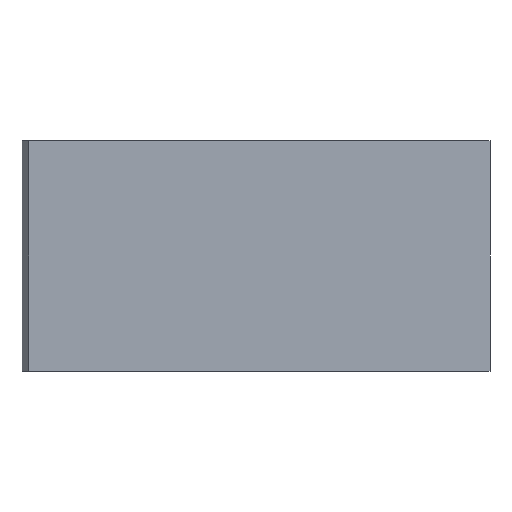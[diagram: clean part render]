
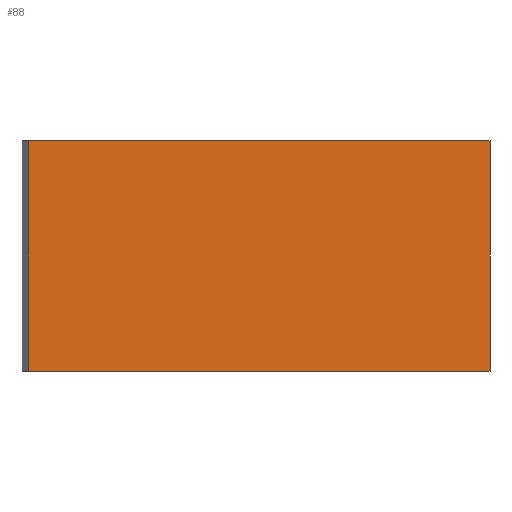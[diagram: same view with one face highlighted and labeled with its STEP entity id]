
A CAD part, left-side view. The second image highlights one B-rep face of the part: STEP entity #88.
In plain terms, the highlighted planar face has unit normal (-1, 0, 0).
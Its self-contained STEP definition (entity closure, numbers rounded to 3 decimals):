
#1 = ORIENTED_EDGE ( 'NONE', *, *, #11, .F. ) ;
#7 = LINE ( 'NONE', #70, #10 ) ;
#9 = LINE ( 'NONE', #130, #138 ) ;
#10 = VECTOR ( 'NONE', #152, 1000. ) ;
#11 = EDGE_CURVE ( 'NONE', #79, #140, #210, .T. ) ;
#17 = ORIENTED_EDGE ( 'NONE', *, *, #159, .T. ) ;
#20 = VERTEX_POINT ( 'NONE', #63 ) ;
#21 = DIRECTION ( 'NONE',  ( 0., -1., 0. ) ) ;
#46 = CARTESIAN_POINT ( 'NONE',  ( 0., 0., 10. ) ) ;
#52 = VECTOR ( 'NONE', #21, 1000. ) ;
#54 = CARTESIAN_POINT ( 'NONE',  ( 0., -20., 10. ) ) ;
#55 = DIRECTION ( 'NONE',  ( 1., 0., 0. ) ) ;
#59 = EDGE_CURVE ( 'NONE', #140, #20, #9, .T. ) ;
#63 = CARTESIAN_POINT ( 'NONE',  ( 0., -20., 0. ) ) ;
#70 = CARTESIAN_POINT ( 'NONE',  ( 0., 0., 10. ) ) ;
#75 = DIRECTION ( 'NONE',  ( 0., 0., -1. ) ) ;
#76 = EDGE_CURVE ( 'NONE', #139, #20, #105, .T. ) ;
#79 = VERTEX_POINT ( 'NONE', #227 ) ;
#81 = ORIENTED_EDGE ( 'NONE', *, *, #59, .F. ) ;
#88 = ADVANCED_FACE ( 'NONE', ( #135 ), #90, .F. ) ;
#90 = PLANE ( 'NONE',  #162 ) ;
#94 = EDGE_LOOP ( 'NONE', ( #176, #81, #1, #17 ) ) ;
#105 = LINE ( 'NONE', #230, #172 ) ;
#128 = DIRECTION ( 'NONE',  ( 0., -1., 0. ) ) ;
#130 = CARTESIAN_POINT ( 'NONE',  ( 0., -20., 10. ) ) ;
#135 = FACE_OUTER_BOUND ( 'NONE', #94, .T. ) ;
#138 = VECTOR ( 'NONE', #75, 1000. ) ;
#139 = VERTEX_POINT ( 'NONE', #168 ) ;
#140 = VERTEX_POINT ( 'NONE', #54 ) ;
#152 = DIRECTION ( 'NONE',  ( 0., 0., -1. ) ) ;
#159 = EDGE_CURVE ( 'NONE', #79, #139, #7, .T. ) ;
#162 = AXIS2_PLACEMENT_3D ( 'NONE', #46, #55, #189 ) ;
#168 = CARTESIAN_POINT ( 'NONE',  ( 0., 0., 0. ) ) ;
#172 = VECTOR ( 'NONE', #128, 1000. ) ;
#176 = ORIENTED_EDGE ( 'NONE', *, *, #76, .T. ) ;
#187 = CARTESIAN_POINT ( 'NONE',  ( 0., 0., 10. ) ) ;
#189 = DIRECTION ( 'NONE',  ( 0., 0., -1. ) ) ;
#210 = LINE ( 'NONE', #187, #52 ) ;
#227 = CARTESIAN_POINT ( 'NONE',  ( 0., 0., 10. ) ) ;
#230 = CARTESIAN_POINT ( 'NONE',  ( 0., 0., 0. ) ) ;
